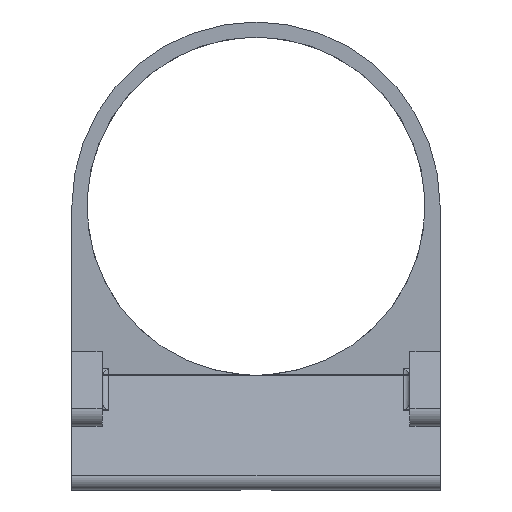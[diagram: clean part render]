
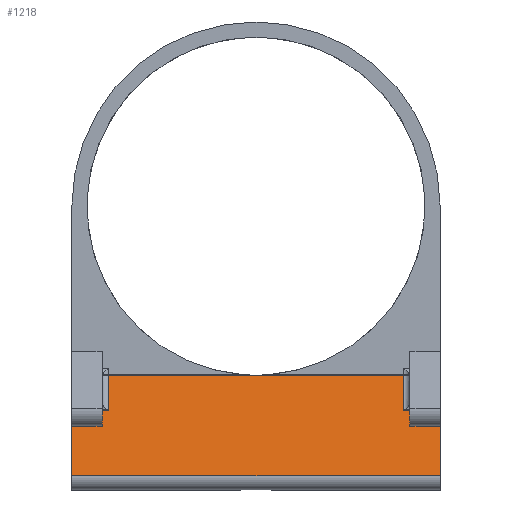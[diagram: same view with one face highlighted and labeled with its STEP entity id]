
A CAD part, top view. The second image highlights one B-rep face of the part: STEP entity #1218.
In plain terms, the highlighted planar face has unit normal (0, 0.174, 0.985).
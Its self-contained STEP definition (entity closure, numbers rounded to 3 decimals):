
#90=CARTESIAN_POINT('',(30.5,-33.909,1.042));
#91=VERTEX_POINT('',#90);
#99=CARTESIAN_POINT('',(30.5,-44.653,2.936));
#100=VERTEX_POINT('',#99);
#101=CARTESIAN_POINT('',(30.5,-44.653,2.936));
#102=DIRECTION('',(0.,0.985,-0.174));
#103=VECTOR('',#102,10.91);
#104=LINE('',#101,#103);
#105=EDGE_CURVE('',#100,#91,#104,.T.);
#660=CARTESIAN_POINT('',(-30.5,-44.653,2.936));
#661=VERTEX_POINT('',#660);
#669=CARTESIAN_POINT('',(-30.5,-33.909,1.042));
#670=VERTEX_POINT('',#669);
#671=CARTESIAN_POINT('',(-30.5,-44.653,2.936));
#672=DIRECTION('',(0.,0.985,-0.174));
#673=VECTOR('',#672,10.91);
#674=LINE('',#671,#673);
#675=EDGE_CURVE('',#661,#670,#674,.T.);
#1165=CARTESIAN_POINT('',(-51.,-44.249,2.865));
#1166=DIRECTION('',(0.,0.174,0.985));
#1167=DIRECTION('',(0.,-0.985,0.174));
#1168=AXIS2_PLACEMENT_3D('',#1165,#1166,#1167);
#1169=PLANE('',#1168);
#1170=ORIENTED_EDGE('',*,*,#675,.F.);
#1171=CARTESIAN_POINT('',(30.5,-44.653,2.936));
#1172=DIRECTION('',(-1.,0.,0.));
#1173=VECTOR('',#1172,61.);
#1174=LINE('',#1171,#1173);
#1175=EDGE_CURVE('',#100,#661,#1174,.T.);
#1176=ORIENTED_EDGE('',*,*,#1175,.F.);
#1177=ORIENTED_EDGE('',*,*,#105,.T.);
#1178=CARTESIAN_POINT('',(24.5,-33.909,1.042));
#1179=VERTEX_POINT('',#1178);
#1180=CARTESIAN_POINT('',(30.5,-33.909,1.042));
#1181=DIRECTION('',(-1.,-0.,0.));
#1182=VECTOR('',#1181,6.);
#1183=LINE('',#1180,#1182);
#1184=EDGE_CURVE('',#91,#1179,#1183,.T.);
#1185=ORIENTED_EDGE('',*,*,#1184,.T.);
#1186=CARTESIAN_POINT('',(24.5,-28.086,0.015));
#1187=VERTEX_POINT('',#1186);
#1188=CARTESIAN_POINT('',(24.5,-33.909,1.042));
#1189=DIRECTION('',(-0.,0.985,-0.174));
#1190=VECTOR('',#1189,5.913);
#1191=LINE('',#1188,#1190);
#1192=EDGE_CURVE('',#1179,#1187,#1191,.T.);
#1193=ORIENTED_EDGE('',*,*,#1192,.T.);
#1194=CARTESIAN_POINT('',(-24.5,-28.086,0.015));
#1195=VERTEX_POINT('',#1194);
#1196=CARTESIAN_POINT('',(-24.5,-28.086,0.015));
#1197=DIRECTION('',(1.,0.,-0.));
#1198=VECTOR('',#1197,49.);
#1199=LINE('',#1196,#1198);
#1200=EDGE_CURVE('',#1195,#1187,#1199,.T.);
#1201=ORIENTED_EDGE('',*,*,#1200,.F.);
#1202=CARTESIAN_POINT('',(-24.5,-33.909,1.042));
#1203=VERTEX_POINT('',#1202);
#1204=CARTESIAN_POINT('',(-24.5,-33.909,1.042));
#1205=DIRECTION('',(-0.,0.985,-0.174));
#1206=VECTOR('',#1205,5.913);
#1207=LINE('',#1204,#1206);
#1208=EDGE_CURVE('',#1203,#1195,#1207,.T.);
#1209=ORIENTED_EDGE('',*,*,#1208,.F.);
#1210=CARTESIAN_POINT('',(-30.5,-33.909,1.042));
#1211=DIRECTION('',(1.,-0.,-0.));
#1212=VECTOR('',#1211,6.);
#1213=LINE('',#1210,#1212);
#1214=EDGE_CURVE('',#670,#1203,#1213,.T.);
#1215=ORIENTED_EDGE('',*,*,#1214,.F.);
#1216=EDGE_LOOP('',(#1170,#1176,#1177,#1185,#1193,#1201,#1209,#1215));
#1217=FACE_BOUND('',#1216,.T.);
#1218=ADVANCED_FACE('',(#1217),#1169,.T.);
